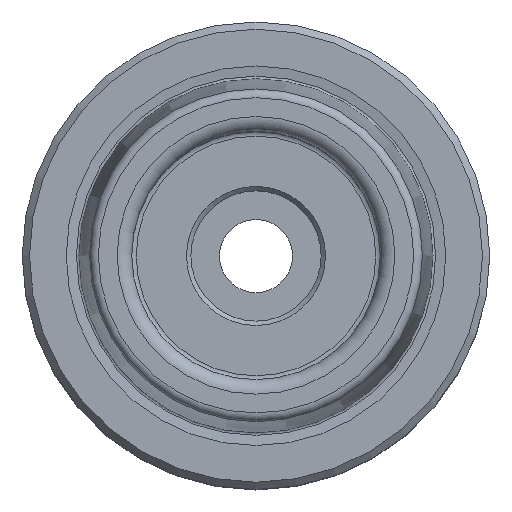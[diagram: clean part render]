
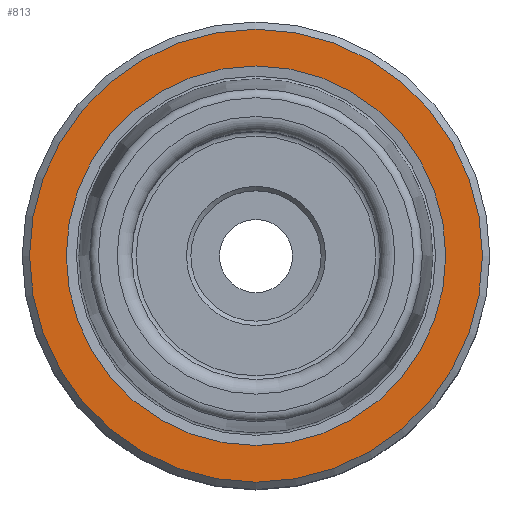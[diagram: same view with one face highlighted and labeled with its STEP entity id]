
A CAD part, top view. The second image highlights one B-rep face of the part: STEP entity #813.
In plain terms, the highlighted planar face has unit normal (0, 0, 1).
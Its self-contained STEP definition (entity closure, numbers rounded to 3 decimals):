
#107=ORIENTED_EDGE('',*,*,#176,.T.);
#108=ORIENTED_EDGE('',*,*,#175,.F.);
#175=EDGE_CURVE('',#220,#220,#265,.T.);
#176=EDGE_CURVE('',#221,#221,#266,.T.);
#220=VERTEX_POINT('',#1193);
#221=VERTEX_POINT('',#1196);
#265=CIRCLE('',#891,12.99);
#266=CIRCLE('',#893,15.5);
#332=EDGE_LOOP('',(#107));
#333=EDGE_LOOP('',(#108));
#422=FACE_BOUND('',#332,.T.);
#423=FACE_BOUND('',#333,.T.);
#468=PLANE('',#892);
#813=ADVANCED_FACE('',(#422,#423),#468,.T.);
#891=AXIS2_PLACEMENT_3D('',#1192,#1036,#1037);
#892=AXIS2_PLACEMENT_3D('',#1194,#1038,#1039);
#893=AXIS2_PLACEMENT_3D('',#1195,#1040,#1041);
#1036=DIRECTION('',(0.,0.,1.));
#1037=DIRECTION('',(1.,0.,0.));
#1038=DIRECTION('',(0.,0.,1.));
#1039=DIRECTION('',(1.,0.,0.));
#1040=DIRECTION('',(0.,0.,1.));
#1041=DIRECTION('',(1.,0.,0.));
#1192=CARTESIAN_POINT('',(0.,0.,0.));
#1193=CARTESIAN_POINT('',(12.99,0.,0.));
#1194=CARTESIAN_POINT('',(12.99,0.,0.));
#1195=CARTESIAN_POINT('',(0.,0.,0.));
#1196=CARTESIAN_POINT('',(15.5,0.,0.));
